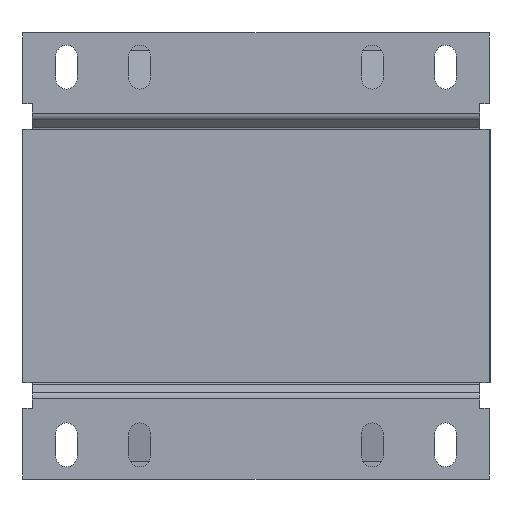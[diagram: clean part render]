
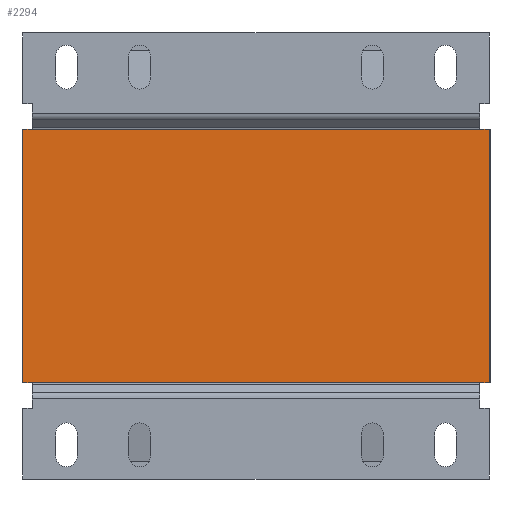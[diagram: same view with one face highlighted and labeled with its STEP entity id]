
A CAD part, front view. The second image highlights one B-rep face of the part: STEP entity #2294.
In plain terms, the highlighted planar face has unit normal (0, -1, 0).
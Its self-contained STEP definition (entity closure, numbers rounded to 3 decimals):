
#32 = CARTESIAN_POINT ( 'NONE',  ( -91.75, -82.5, 52. ) ) ;
#224 = ORIENTED_EDGE ( 'NONE', *, *, #540, .F. ) ;
#296 = DIRECTION ( 'NONE',  ( 1., 0., 0. ) ) ;
#350 = VERTEX_POINT ( 'NONE', #9407 ) ;
#492 = CARTESIAN_POINT ( 'NONE',  ( 0., -82.5, 0. ) ) ;
#540 = EDGE_CURVE ( 'Defeature ausgef�hrt1_124+Defeature ausgef�hrt1_102+Defeature ausgef�hrt1_122+Defeature ausgef�hrt1_123', #4737, #658, #7606, .T. ) ;
#618 = CARTESIAN_POINT ( 'NONE',  ( -95.75, -82.5, 93. ) ) ;
#658 = VERTEX_POINT ( 'NONE', #7807 ) ;
#817 = EDGE_CURVE ( 'Defeature ausgef�hrt1_98+Defeature ausgef�hrt1_102+Defeature ausgef�hrt1_104+Defeature ausgef�hrt1_99', #1918, #2851, #6014, .T. ) ;
#1176 = CARTESIAN_POINT ( 'NONE',  ( 95.75, -82.5, 93. ) ) ;
#1284 = VECTOR ( 'NONE', #7832, 1000. ) ;
#1381 = FACE_OUTER_BOUND ( 'NONE', #6839, .T. ) ;
#1595 = CARTESIAN_POINT ( 'NONE',  ( -91.75, -82.5, -52. ) ) ;
#1621 = EDGE_CURVE ( 'Defeature ausgef�hrt1_101+Defeature ausgef�hrt1_102+Defeature ausgef�hrt1_100+Defeature ausgef�hrt1_103', #3273, #350, #8237, .T. ) ;
#1701 = VERTEX_POINT ( 'NONE', #5604 ) ;
#1918 = VERTEX_POINT ( 'NONE', #2928 ) ;
#2120 = VECTOR ( 'NONE', #5575, 1000. ) ;
#2121 = AXIS2_PLACEMENT_3D ( 'NONE', #492, #9137, #4801 ) ;
#2294 = ADVANCED_FACE ( 'Defeature ausgef�hrt1_102', ( #1381 ), #7686, .F. ) ;
#2468 = VECTOR ( 'NONE', #3789, 1000. ) ;
#2738 = CARTESIAN_POINT ( 'NONE',  ( 95.75, -82.5, -52. ) ) ;
#2851 = VERTEX_POINT ( 'NONE', #6155 ) ;
#2928 = CARTESIAN_POINT ( 'NONE',  ( -95.75, -82.5, -52. ) ) ;
#3273 = VERTEX_POINT ( 'NONE', #7083 ) ;
#3283 = CARTESIAN_POINT ( 'NONE',  ( -91.75, -82.5, 52. ) ) ;
#3485 = DIRECTION ( 'NONE',  ( 0., 0., 1. ) ) ;
#3789 = DIRECTION ( 'NONE',  ( 1., 0., 0. ) ) ;
#4001 = LINE ( 'NONE', #3283, #5703 ) ;
#4210 = VERTEX_POINT ( 'NONE', #6777 ) ;
#4333 = ORIENTED_EDGE ( 'NONE', *, *, #7580, .F. ) ;
#4737 = VERTEX_POINT ( 'NONE', #32 ) ;
#4801 = DIRECTION ( 'NONE',  ( 0., 0., 1. ) ) ;
#4883 = LINE ( 'NONE', #4948, #8053 ) ;
#4948 = CARTESIAN_POINT ( 'NONE',  ( 0., -82.5, -52. ) ) ;
#5447 = VECTOR ( 'NONE', #296, 1000. ) ;
#5505 = ORIENTED_EDGE ( 'NONE', *, *, #9167, .T. ) ;
#5575 = DIRECTION ( 'NONE',  ( -1., 0., 0. ) ) ;
#5604 = CARTESIAN_POINT ( 'NONE',  ( -91.75, -82.5, -52. ) ) ;
#5703 = VECTOR ( 'NONE', #9089, 1000. ) ;
#6014 = LINE ( 'NONE', #618, #9171 ) ;
#6059 = ORIENTED_EDGE ( 'NONE', *, *, #1621, .F. ) ;
#6080 = EDGE_CURVE ( 'Defeature ausgef�hrt1_102+Defeature ausgef�hrt1_99+Defeature ausgef�hrt1_124+Defeature ausgef�hrt1_98', #4737, #2851, #4001, .T. ) ;
#6155 = CARTESIAN_POINT ( 'NONE',  ( -95.75, -82.5, 52. ) ) ;
#6198 = EDGE_CURVE ( 'Defeature ausgef�hrt1_102+Defeature ausgef�hrt1_104+Defeature ausgef�hrt1_98+Defeature ausgef�hrt1_107', #1918, #1701, #8059, .T. ) ;
#6564 = ORIENTED_EDGE ( 'NONE', *, *, #6198, .T. ) ;
#6578 = LINE ( 'NONE', #7691, #2120 ) ;
#6777 = CARTESIAN_POINT ( 'NONE',  ( 91.75, -82.5, -52. ) ) ;
#6839 = EDGE_LOOP ( 'NONE', ( #224, #6987, #9294, #6564, #4333, #5505, #6059, #7099 ) ) ;
#6908 = DIRECTION ( 'NONE',  ( 0., 0., -1. ) ) ;
#6987 = ORIENTED_EDGE ( 'NONE', *, *, #6080, .T. ) ;
#7083 = CARTESIAN_POINT ( 'NONE',  ( 95.75, -82.5, 52. ) ) ;
#7099 = ORIENTED_EDGE ( 'NONE', *, *, #8094, .T. ) ;
#7105 = DIRECTION ( 'NONE',  ( -1., 0., 0. ) ) ;
#7355 = VECTOR ( 'NONE', #6908, 1000. ) ;
#7580 = EDGE_CURVE ( 'Defeature ausgef�hrt1_107+Defeature ausgef�hrt1_102+Defeature ausgef�hrt1_105+Defeature ausgef�hrt1_106', #4210, #1701, #4883, .T. ) ;
#7606 = LINE ( 'NONE', #9005, #5447 ) ;
#7686 = PLANE ( 'NONE',  #2121 ) ;
#7691 = CARTESIAN_POINT ( 'NONE',  ( 95.75, -82.5, 52. ) ) ;
#7807 = CARTESIAN_POINT ( 'NONE',  ( 91.75, -82.5, 52. ) ) ;
#7832 = DIRECTION ( 'NONE',  ( 1., 0., 0. ) ) ;
#8053 = VECTOR ( 'NONE', #7105, 1000. ) ;
#8059 = LINE ( 'NONE', #1595, #2468 ) ;
#8094 = EDGE_CURVE ( 'Defeature ausgef�hrt1_102+Defeature ausgef�hrt1_100+Defeature ausgef�hrt1_101+Defeature ausgef�hrt1_124', #3273, #658, #6578, .T. ) ;
#8237 = LINE ( 'NONE', #1176, #7355 ) ;
#8904 = LINE ( 'NONE', #2738, #1284 ) ;
#9005 = CARTESIAN_POINT ( 'NONE',  ( 0., -82.5, 52. ) ) ;
#9089 = DIRECTION ( 'NONE',  ( -1., 0., 0. ) ) ;
#9137 = DIRECTION ( 'NONE',  ( 0., 1., 0. ) ) ;
#9167 = EDGE_CURVE ( 'Defeature ausgef�hrt1_102+Defeature ausgef�hrt1_103+Defeature ausgef�hrt1_107+Defeature ausgef�hrt1_101', #4210, #350, #8904, .T. ) ;
#9171 = VECTOR ( 'NONE', #3485, 1000. ) ;
#9294 = ORIENTED_EDGE ( 'NONE', *, *, #817, .F. ) ;
#9407 = CARTESIAN_POINT ( 'NONE',  ( 95.75, -82.5, -52. ) ) ;
